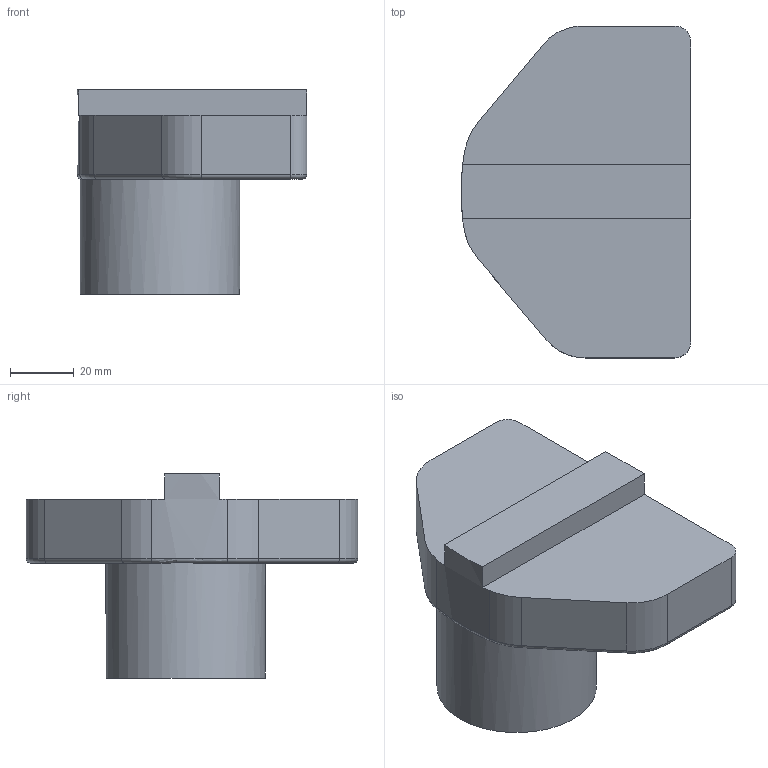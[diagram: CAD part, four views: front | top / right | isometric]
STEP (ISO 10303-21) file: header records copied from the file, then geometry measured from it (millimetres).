
FILE_DESCRIPTION(/* description */ (''),/* implementation_level */ '2;1');
FILE_NAME(/* name */ '1551360086073.stp',/* time_stamp */ '2019-02-28T14:21:42+01:00',/* author */ (''),/* organization */ ('SMS'),/* preprocessor_version */ 'ST-DEVELOPER v15',/* originating_system */ 'SIEMENS PLM Software NX 8.5',/* authorisation */ '');
FILE_SCHEMA (('AUTOMOTIVE_DESIGN { 1 0 10303 214 3 1 1 1 }'));
Length unit declared in the file: millimetre
Products named in the file (1): 111169455mod000_01
Bounding box: 71.96 x 104 x 63.95 mm (x, y, z)
Volume: 206039.9 mm3; surface area: 25543.8 mm2
Topology: 1 solids, 1 shells, 32 faces, 78 edges, 51 vertices
Faces by surface type: cylinder 13, plane 12, torus 7
Full cylindrical faces by diameter (mm): 49.987 x1
Entity records: 1002 total; most frequent: DIRECTION 185, CARTESIAN_POINT 167, ORIENTED_EDGE 152, EDGE_CURVE 76, AXIS2_PLACEMENT_3D 74, VERTEX_POINT 47, CIRCLE 38, LINE 37
